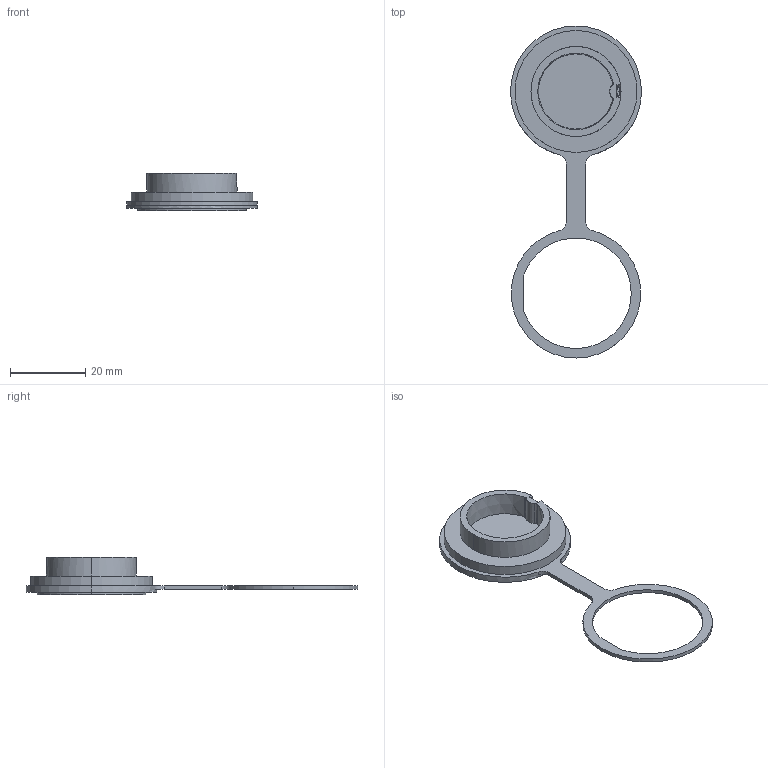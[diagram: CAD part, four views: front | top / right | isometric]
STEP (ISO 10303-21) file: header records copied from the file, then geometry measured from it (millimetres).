
FILE_DESCRIPTION (( 'STEP AP203' ), '1' );
FILE_NAME ('D24295-1.STEP', '2013-10-15T20:47:26', ( '21FPBF1' ), ( 'Conxall' ), 'SwSTEP 2.0', 'SolidWorks 2012', '' );
FILE_SCHEMA (( 'CONFIG_CONTROL_DESIGN' ));
Length unit declared in the file: inch
Products named in the file (1): D24295-1
Bounding box: 34.92 x 88.52 x 9.98 mm (x, y, z)
Volume: 4491.5 mm3; surface area: 4343.1 mm2
Topology: 1 solids, 1 shells, 169 faces, 434 edges, 286 vertices
Faces by surface type: plane 100, cylinder 30, bspline 30, cone 7, torus 2
Entity records: 6788 total; most frequent: CARTESIAN_POINT 2768, ORIENTED_EDGE 864, DIRECTION 711, EDGE_CURVE 432, VERTEX_POINT 286, LINE 285, VECTOR 285, AXIS2_PLACEMENT_3D 213
